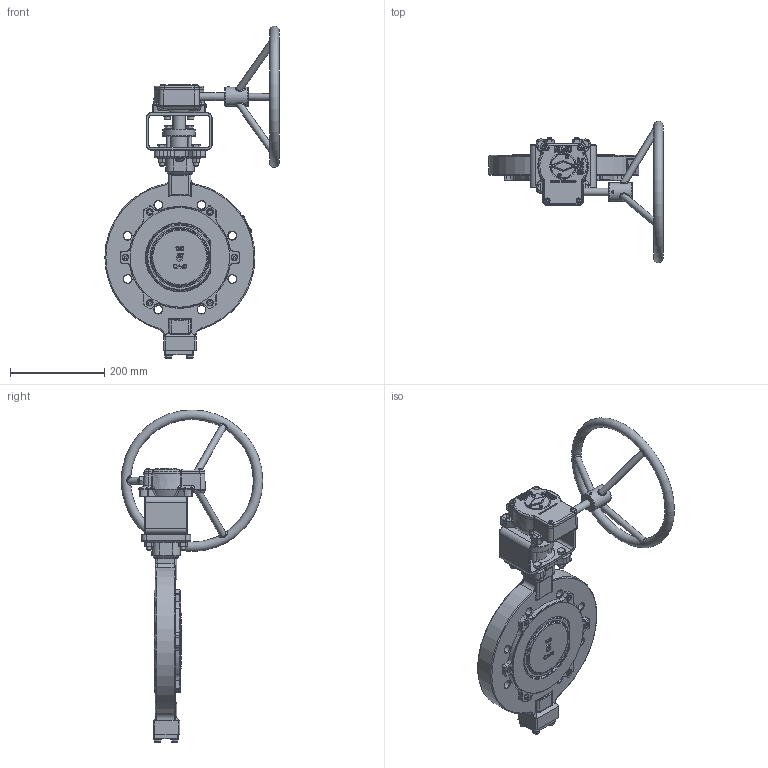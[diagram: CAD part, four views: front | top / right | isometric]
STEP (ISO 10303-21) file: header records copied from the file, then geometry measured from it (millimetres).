
FILE_DESCRIPTION(('HOOPS Exchange Step'),'2;1');
FILE_NAME('AK12_DN150_PN10-16_Getriebe.stp','2024-11-22T10:39:18+01:00',('nieru'),('Unknown organisation'),'HOOPS Exchange 2024.2','HOOPS Exchange','Unknown authorisation');
FILE_SCHEMA( ('AP203_CONFIGURATION_CONTROLLED_3D_DESIGN_OF_MECHANICAL_PARTS_AND_ASSEMBLIES_MIM_LF') );
Length unit declared in the file: millimetre
Products named in the file (10): 0; root
Assembly tree (9 placements, depth 4):
  root
    0
    0
      0
        0
        0
      0
      0
      0
        0
Bounding box: 369.34 x 300 x 703.9 mm (x, y, z)
Volume: 4316008 mm3; surface area: 681981.3 mm2
Topology: 79 solids, 710 shells, 3316 faces, 9409 edges, 6909 vertices
Faces by surface type: bspline 1022, cylinder 828, plane 826, cone 354, torus 245, sphere 41
Full cylindrical faces by diameter (mm): 2.5 x2, 4.2 x2, 6.8 x3, 8 x7, 8.5 x4, 9 x4, 10 x12, 10.106 x4, 10.5 x4, 11 x4, 13 x14, 14 x4, 14.6 x4, 14.8 x4, 16 x9, 17.15 x1, 18.1 x4, 18.873 x4, 22 x2, 25 x1, 26.689 x1, 30.433 x1, 35 x1, 40 x1, 41.044 x1, 52 x1, 56 x1, 69.5 x1, 75 x1, 148.007 x1
Entity records: 303541 total; most frequent: CARTESIAN_POINT 222127, ORIENTED_EDGE 15686, DIRECTION 14516, EDGE_CURVE 9340, VERTEX_POINT 6917, AXIS2_PLACEMENT_3D 5788, EDGE_LOOP 3551, FACE_BOUND 3551
